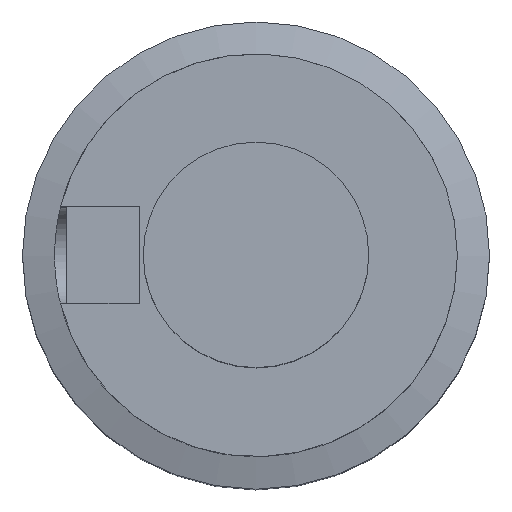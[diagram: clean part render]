
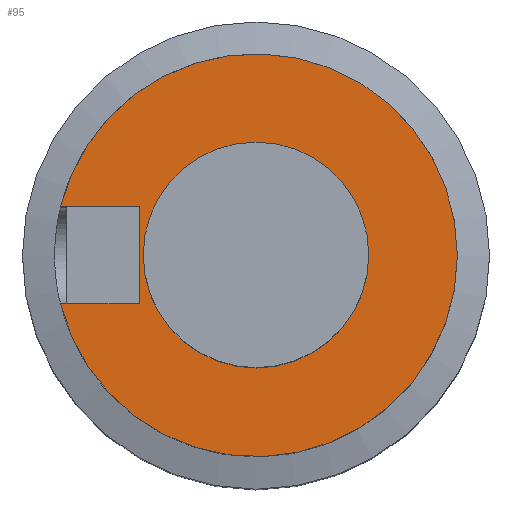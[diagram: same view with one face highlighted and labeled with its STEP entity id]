
A CAD part, top view. The second image highlights one B-rep face of the part: STEP entity #95.
In plain terms, the highlighted planar face has unit normal (0, 0, 1).
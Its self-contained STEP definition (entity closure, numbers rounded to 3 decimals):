
#95=ADVANCED_FACE('',(#122),#110,.F.);
#110=PLANE('',#378);
#122=FACE_OUTER_BOUND('',#146,.T.);
#146=EDGE_LOOP('',(#204,#205,#206,#207));
#164=CIRCLE('',#377,25.);
#204=ORIENTED_EDGE('',*,*,#275,.T.);
#205=ORIENTED_EDGE('',*,*,#276,.T.);
#206=ORIENTED_EDGE('',*,*,#277,.F.);
#207=ORIENTED_EDGE('',*,*,#278,.F.);
#247=VERTEX_POINT('',#534);
#248=VERTEX_POINT('',#535);
#249=VERTEX_POINT('',#537);
#250=VERTEX_POINT('',#539);
#275=EDGE_CURVE('',#247,#248,#298,.T.);
#276=EDGE_CURVE('',#248,#249,#299,.T.);
#277=EDGE_CURVE('',#250,#249,#164,.T.);
#278=EDGE_CURVE('',#247,#250,#300,.T.);
#298=LINE('',#533,#317);
#299=LINE('',#536,#318);
#300=LINE('',#540,#319);
#317=VECTOR('',#451,1.);
#318=VECTOR('',#452,1.);
#319=VECTOR('',#455,1.);
#377=AXIS2_PLACEMENT_3D('',#538,#453,#454);
#378=AXIS2_PLACEMENT_3D('',#541,#456,#457);
#451=DIRECTION('',(0.,-1.,0.));
#452=DIRECTION('',(-1.,0.,0.));
#453=DIRECTION('',(0.,0.,-1.));
#454=DIRECTION('',(-1.,0.,0.));
#455=DIRECTION('',(-1.,0.,0.));
#456=DIRECTION('',(0.,0.,-1.));
#457=DIRECTION('',(1.,0.,0.));
#533=CARTESIAN_POINT('',(-14.5,0.,0.));
#534=CARTESIAN_POINT('',(-14.5,6.01,0.));
#535=CARTESIAN_POINT('',(-14.5,-6.01,0.));
#536=CARTESIAN_POINT('',(-14.5,-6.01,0.));
#537=CARTESIAN_POINT('',(-24.267,-6.01,0.));
#538=CARTESIAN_POINT('',(0.,0.,0.));
#539=CARTESIAN_POINT('',(-24.267,6.01,0.));
#540=CARTESIAN_POINT('',(0.,6.01,0.));
#541=CARTESIAN_POINT('',(0.,0.,0.));
